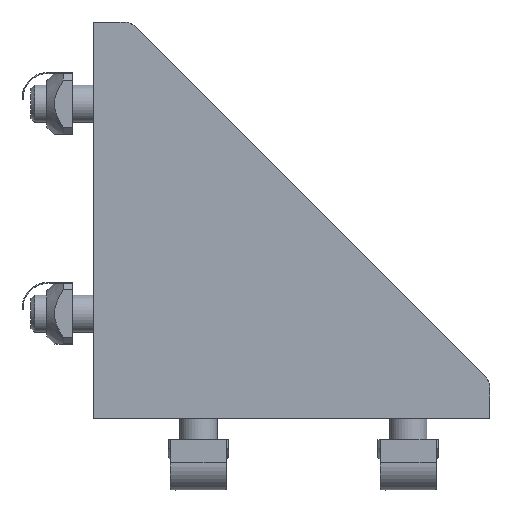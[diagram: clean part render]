
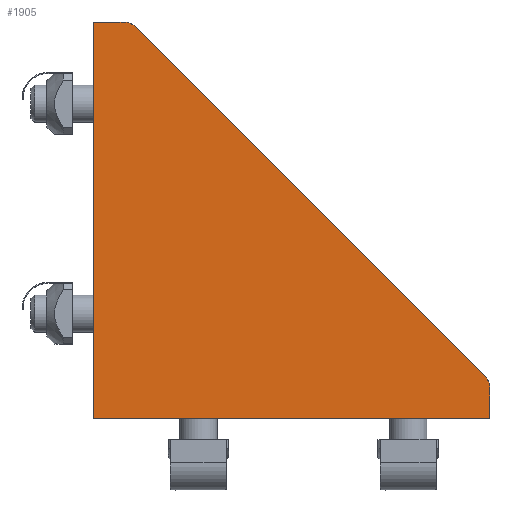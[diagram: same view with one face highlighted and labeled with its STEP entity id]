
A CAD part, top view. The second image highlights one B-rep face of the part: STEP entity #1905.
In plain terms, the highlighted planar face has unit normal (0, 0, 1).
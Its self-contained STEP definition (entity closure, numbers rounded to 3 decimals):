
#160=PLANE('',#2163);
#247=FACE_OUTER_BOUND('',#356,.T.);
#356=EDGE_LOOP('',(#1613,#1614,#1615,#1616,#1617,#1618,#1619));
#406=LINE('',#2824,#571);
#509=LINE('',#3207,#674);
#511=LINE('',#3211,#676);
#512=LINE('',#3214,#677);
#514=LINE('',#3217,#679);
#571=VECTOR('',#2258,10.);
#674=VECTOR('',#2585,10.);
#676=VECTOR('',#2589,10.);
#677=VECTOR('',#2592,10.);
#679=VECTOR('',#2596,10.);
#759=CIRCLE('',#2085,4.);
#776=CIRCLE('',#2108,4.);
#818=VERTEX_POINT('',#2821);
#819=VERTEX_POINT('',#2823);
#869=VERTEX_POINT('',#3001);
#870=VERTEX_POINT('',#3003);
#902=VERTEX_POINT('',#3081);
#928=VERTEX_POINT('',#3209);
#929=VERTEX_POINT('',#3213);
#1000=EDGE_CURVE('',#818,#819,#406,.T.);
#1063=EDGE_CURVE('',#869,#870,#759,.T.);
#1104=EDGE_CURVE('',#902,#818,#776,.T.);
#1165=EDGE_CURVE('',#870,#902,#509,.T.);
#1167=EDGE_CURVE('',#928,#869,#511,.T.);
#1168=EDGE_CURVE('',#819,#929,#512,.T.);
#1170=EDGE_CURVE('',#929,#928,#514,.T.);
#1613=ORIENTED_EDGE('',*,*,#1063,.F.);
#1614=ORIENTED_EDGE('',*,*,#1167,.F.);
#1615=ORIENTED_EDGE('',*,*,#1170,.F.);
#1616=ORIENTED_EDGE('',*,*,#1168,.F.);
#1617=ORIENTED_EDGE('',*,*,#1000,.F.);
#1618=ORIENTED_EDGE('',*,*,#1104,.F.);
#1619=ORIENTED_EDGE('',*,*,#1165,.F.);
#1905=ADVANCED_FACE('',(#247),#160,.T.);
#2085=AXIS2_PLACEMENT_3D('',#3004,#2364,#2365);
#2108=AXIS2_PLACEMENT_3D('',#3083,#2434,#2435);
#2163=AXIS2_PLACEMENT_3D('',#3218,#2597,#2598);
#2258=DIRECTION('',(0.,-1.,0.));
#2364=DIRECTION('center_axis',(0.,0.,-1.));
#2365=DIRECTION('ref_axis',(0.383,0.924,0.));
#2434=DIRECTION('center_axis',(0.,0.,-1.));
#2435=DIRECTION('ref_axis',(0.924,0.383,0.));
#2585=DIRECTION('',(0.707,-0.707,0.));
#2589=DIRECTION('',(1.,0.,0.));
#2592=DIRECTION('',(-1.,0.,0.));
#2596=DIRECTION('',(0.,1.,0.));
#2597=DIRECTION('center_axis',(0.,0.,1.));
#2598=DIRECTION('ref_axis',(1.,0.,0.));
#2821=CARTESIAN_POINT('',(85.,6.343,20.25));
#2823=CARTESIAN_POINT('',(85.,0.,20.25));
#2824=CARTESIAN_POINT('',(85.,8.,20.25));
#3001=CARTESIAN_POINT('',(6.343,85.,20.25));
#3003=CARTESIAN_POINT('',(9.172,83.828,20.25));
#3004=CARTESIAN_POINT('Origin',(6.343,81.,20.25));
#3081=CARTESIAN_POINT('',(83.828,9.172,20.25));
#3083=CARTESIAN_POINT('Origin',(81.,6.343,20.25));
#3207=CARTESIAN_POINT('',(8.,85.,20.25));
#3209=CARTESIAN_POINT('',(0.,85.,20.25));
#3211=CARTESIAN_POINT('',(0.,85.,20.25));
#3213=CARTESIAN_POINT('',(0.,0.,20.25));
#3214=CARTESIAN_POINT('',(85.,0.,20.25));
#3217=CARTESIAN_POINT('',(0.,0.,20.25));
#3218=CARTESIAN_POINT('Origin',(31.835,31.835,20.25));
